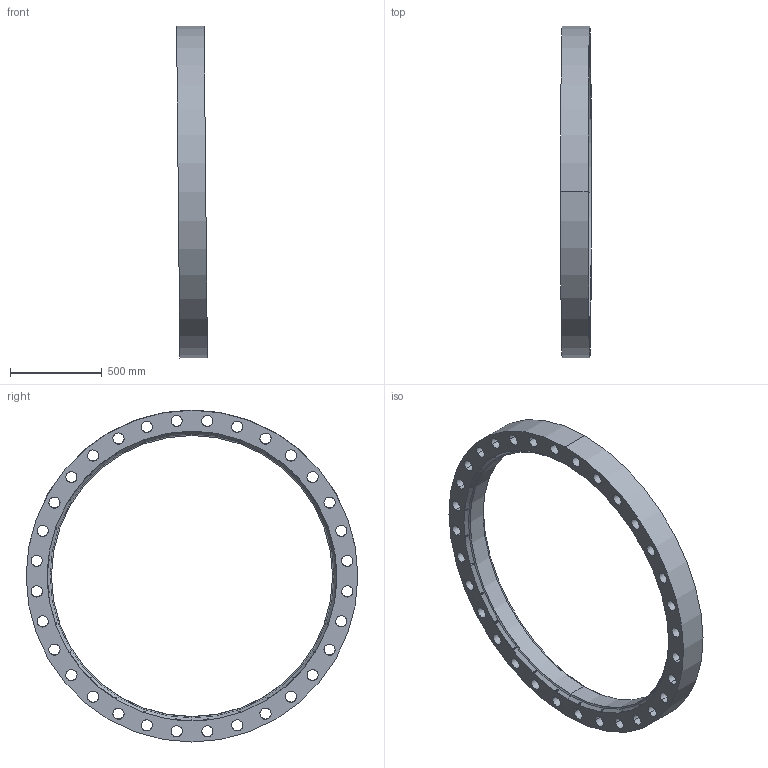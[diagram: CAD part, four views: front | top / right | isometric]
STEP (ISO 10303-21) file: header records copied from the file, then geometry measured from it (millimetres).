
FILE_DESCRIPTION(('CoCreate Modeling STEP Export'),'2;1');
FILE_NAME('s4.stp','2011-05-24T10:32:54',(''),(''),'CoCreate Modeling STEP processor for AP214 (Solid Model)','CoCreate Modeling 18.0P1120 20-Nov-2010 (C) Parametric Technology GmbH','');
FILE_SCHEMA(('AUTOMOTIVE_DESIGN { 1 0 10303 214 1 1 1 1 }'));
Length unit declared in the file: millimetre
Products named in the file (2): N03_NOZZLE_FLANGE-OA25.PRT
Assembly tree (1 placements, depth 2):
  N03_NOZZLE_FLANGE-OA25.PRT
    N03_NOZZLE_FLANGE-OA25.PRT
Bounding box: 168.09 x 1809.7 x 1811.11 mm (x, y, z)
Volume: 91195267.4 mm3; surface area: 3644664.2 mm2
Topology: 1 solids, 1 shells, 246 faces, 655 edges, 383 vertices
Faces by surface type: cylinder 180, cone 60, torus 4, plane 2
Entity records: 9375 total; most frequent: CARTESIAN_POINT 1919, ORIENTED_EDGE 1198, DIRECTION 1000, EDGE_CURVE 599, VERTEX_POINT 383, AXIS2_PLACEMENT_3D 380, EDGE_LOOP 340, COLOUR_RGB 247
